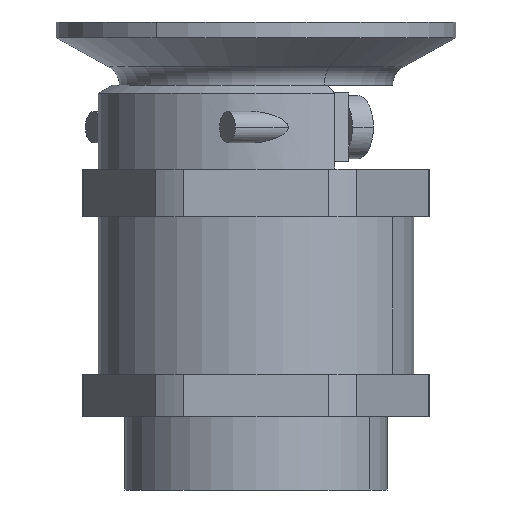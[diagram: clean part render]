
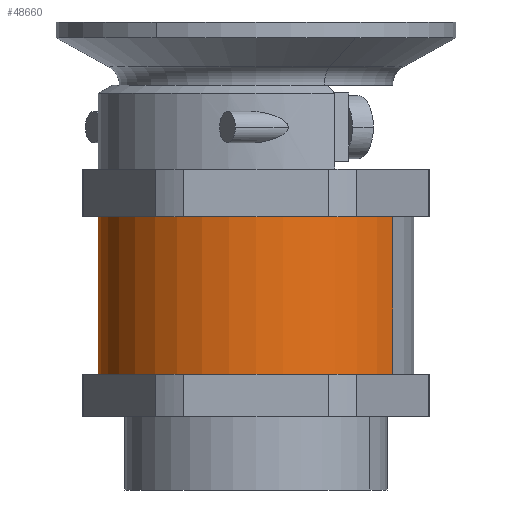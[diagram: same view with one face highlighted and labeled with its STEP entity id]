
A CAD part, front view. The second image highlights one B-rep face of the part: STEP entity #48660.
In plain terms, the highlighted cylindrical face has radius 15 mm (diameter 30 mm), a partial arc.
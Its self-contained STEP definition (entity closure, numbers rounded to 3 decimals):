
#60=CARTESIAN_POINT('',(67.434,112.698,8.));
#70=DIRECTION('',(0.,0.,1.));
#80=VECTOR('',#70,1.);
#90=LINE('',#60,#80);
#100=CARTESIAN_POINT('',(67.434,112.698,4.));
#110=VERTEX_POINT('',#100);
#120=CARTESIAN_POINT('',(67.434,112.698,19.));
#130=VERTEX_POINT('',#120);
#140=EDGE_CURVE('',#110,#130,#90,.T.);
#160=CARTESIAN_POINT('',(52.434,112.698,4.));
#170=DIRECTION('',(0.,0.,1.));
#180=DIRECTION('',(1.,0.,0.));
#190=AXIS2_PLACEMENT_3D('',#160,#170,#180);
#200=CIRCLE('',#190,15.);
#290=CARTESIAN_POINT('',(37.434,112.698,4.));
#300=VERTEX_POINT('',#290);
#330=CARTESIAN_POINT('',(37.434,112.698,8.));
#340=DIRECTION('',(0.,0.,1.));
#350=VECTOR('',#340,1.);
#360=LINE('',#330,#350);
#370=CARTESIAN_POINT('',(37.434,112.698,19.));
#380=VERTEX_POINT('',#370);
#390=EDGE_CURVE('',#300,#380,#360,.T.);
#410=CARTESIAN_POINT('',(52.434,112.698,19.));
#420=DIRECTION('',(0.,0.,1.));
#430=DIRECTION('',(1.,0.,0.));
#440=AXIS2_PLACEMENT_3D('',#410,#420,#430);
#450=CIRCLE('',#440,15.);
#920=CARTESIAN_POINT('',(59.934,125.688,19.));
#930=VERTEX_POINT('',#920);
#960=EDGE_CURVE('',#130,#930,#450,.T.);
#1250=CARTESIAN_POINT('',(44.934,125.688,19.));
#1260=VERTEX_POINT('',#1250);
#1290=EDGE_CURVE('',#930,#1260,#450,.T.);
#1600=EDGE_CURVE('',#1260,#380,#450,.T.);
#8020=CARTESIAN_POINT('',(59.934,125.688,4.));
#8030=VERTEX_POINT('',#8020);
#8120=EDGE_CURVE('',#110,#8030,#200,.T.);
#26710=CARTESIAN_POINT('',(44.934,125.688,4.));
#26720=VERTEX_POINT('',#26710);
#34720=EDGE_CURVE('',#26720,#300,#200,.T.);
#34870=EDGE_CURVE('',#8030,#26720,#200,.T.);
#48510=CARTESIAN_POINT('',(52.434,112.698,8.));
#48520=DIRECTION('',(0.,0.,1.));
#48530=DIRECTION('',(1.,0.,0.));
#48540=AXIS2_PLACEMENT_3D('',#48510,#48520,#48530);
#48550=CYLINDRICAL_SURFACE('',#48540,15.);
#48560=ORIENTED_EDGE('',*,*,#960,.F.);
#48570=ORIENTED_EDGE('',*,*,#1290,.F.);
#48580=ORIENTED_EDGE('',*,*,#1600,.F.);
#48590=ORIENTED_EDGE('',*,*,#390,.T.);
#48600=ORIENTED_EDGE('',*,*,#34720,.T.);
#48610=ORIENTED_EDGE('',*,*,#34870,.T.);
#48620=ORIENTED_EDGE('',*,*,#8120,.T.);
#48630=ORIENTED_EDGE('',*,*,#140,.F.);
#48640=EDGE_LOOP('',(#48630,#48620,#48610,#48600,#48590,#48580,#48570,
#48560));
#48650=FACE_OUTER_BOUND('',#48640,.T.);
#48660=ADVANCED_FACE('',(#48650),#48550,.T.);
